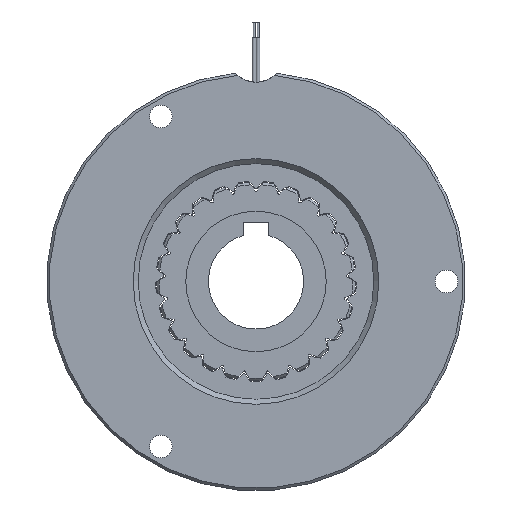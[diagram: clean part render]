
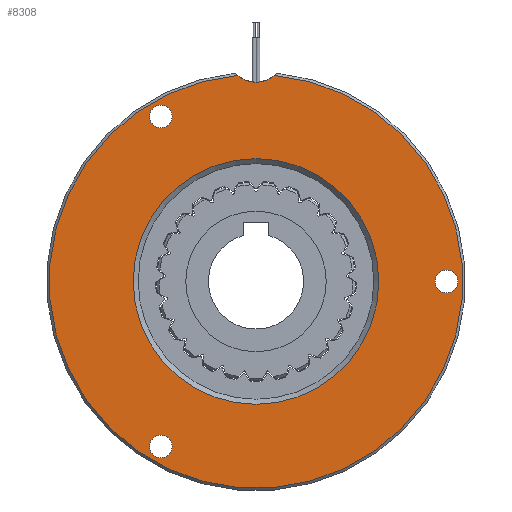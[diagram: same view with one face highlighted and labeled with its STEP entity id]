
A CAD part, left-side view. The second image highlights one B-rep face of the part: STEP entity #8308.
In plain terms, the highlighted planar face has unit normal (-1, 0, 0).
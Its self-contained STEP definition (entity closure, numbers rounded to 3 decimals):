
#2 = DIRECTION ( 'NONE',  ( 0., 0., 1. ) ) ;
#167 = VERTEX_POINT ( 'NONE', #11873 ) ;
#200 = DIRECTION ( 'NONE',  ( 0., 0., -1. ) ) ;
#294 = VERTEX_POINT ( 'NONE', #8073 ) ;
#427 = CARTESIAN_POINT ( 'NONE',  ( 0., 19., 32.909 ) ) ;
#613 = DIRECTION ( 'NONE',  ( 0., 0.866, 0.5 ) ) ;
#631 = ORIENTED_EDGE ( 'NONE', *, *, #4992, .T. ) ;
#755 = ORIENTED_EDGE ( 'NONE', *, *, #5442, .F. ) ;
#1137 = FACE_OUTER_BOUND ( 'NONE', #10589, .T. ) ;
#1434 = DIRECTION ( 'NONE',  ( 1., 0., 0. ) ) ;
#1579 = CIRCLE ( 'NONE', #1975, 41.25 ) ;
#1602 = VERTEX_POINT ( 'NONE', #4527 ) ;
#1623 = DIRECTION ( 'NONE',  ( 1., 0., 0. ) ) ;
#1975 = AXIS2_PLACEMENT_3D ( 'NONE', #4022, #7771, #2 ) ;
#2086 = AXIS2_PLACEMENT_3D ( 'NONE', #4332, #1434, #613 ) ;
#2256 = FACE_BOUND ( 'NONE', #8284, .T. ) ;
#2683 = EDGE_CURVE ( 'NONE', #6919, #1602, #1579, .T. ) ;
#2720 = CARTESIAN_POINT ( 'NONE',  ( 0., 3.601, 41.093 ) ) ;
#2730 = EDGE_LOOP ( 'NONE', ( #10193 ) ) ;
#2934 = EDGE_CURVE ( 'NONE', #1602, #6919, #8670, .T. ) ;
#3078 = FACE_BOUND ( 'NONE', #10910, .T. ) ;
#3508 = AXIS2_PLACEMENT_3D ( 'NONE', #10098, #8254, #6342 ) ;
#4022 = CARTESIAN_POINT ( 'NONE',  ( 0., 0., 0. ) ) ;
#4266 = CARTESIAN_POINT ( 'NONE',  ( 0., 17.051, -31.784 ) ) ;
#4332 = CARTESIAN_POINT ( 'NONE',  ( 0., -38., 0. ) ) ;
#4527 = CARTESIAN_POINT ( 'NONE',  ( 0., -3.601, 41.093 ) ) ;
#4532 = CIRCLE ( 'NONE', #3508, 24.5 ) ;
#4670 = CIRCLE ( 'NONE', #11768, 2.25 ) ;
#4981 = CARTESIAN_POINT ( 'NONE',  ( 0., 24.5, 0. ) ) ;
#4992 = EDGE_CURVE ( 'NONE', #294, #294, #11009, .T. ) ;
#5056 = EDGE_CURVE ( 'NONE', #9089, #9089, #8381, .T. ) ;
#5212 = VERTEX_POINT ( 'NONE', #4266 ) ;
#5442 = EDGE_CURVE ( 'NONE', #167, #167, #4532, .T. ) ;
#5933 = FACE_BOUND ( 'NONE', #2730, .T. ) ;
#6106 = DIRECTION ( 'NONE',  ( 0., 0., -1. ) ) ;
#6131 = PLANE ( 'NONE',  #10925 ) ;
#6237 = AXIS2_PLACEMENT_3D ( 'NONE', #8683, #9631, #8870 ) ;
#6342 = DIRECTION ( 'NONE',  ( 0., 0., 1. ) ) ;
#6919 = VERTEX_POINT ( 'NONE', #2720 ) ;
#7312 = ORIENTED_EDGE ( 'NONE', *, *, #5056, .T. ) ;
#7771 = DIRECTION ( 'NONE',  ( -1., 0., 0. ) ) ;
#8007 = CARTESIAN_POINT ( 'NONE',  ( 0., -36.051, 1.125 ) ) ;
#8071 = EDGE_CURVE ( 'NONE', #5212, #5212, #4670, .T. ) ;
#8073 = CARTESIAN_POINT ( 'NONE',  ( 0., 19., 30.659 ) ) ;
#8178 = AXIS2_PLACEMENT_3D ( 'NONE', #427, #9096, #6106 ) ;
#8254 = DIRECTION ( 'NONE',  ( -1., 0., 0. ) ) ;
#8284 = EDGE_LOOP ( 'NONE', ( #755 ) ) ;
#8308 = ADVANCED_FACE ( 'NONE', ( #5933, #9808, #3078, #2256, #1137 ), #6131, .F. ) ;
#8381 = CIRCLE ( 'NONE', #2086, 2.25 ) ;
#8670 = CIRCLE ( 'NONE', #6237, 5.5 ) ;
#8683 = CARTESIAN_POINT ( 'NONE',  ( 0., 0., 45.25 ) ) ;
#8864 = DIRECTION ( 'NONE',  ( 1., 0., 0. ) ) ;
#8870 = DIRECTION ( 'NONE',  ( 0., 0., -1. ) ) ;
#9057 = EDGE_LOOP ( 'NONE', ( #7312 ) ) ;
#9089 = VERTEX_POINT ( 'NONE', #8007 ) ;
#9096 = DIRECTION ( 'NONE',  ( 1., 0., 0. ) ) ;
#9631 = DIRECTION ( 'NONE',  ( 1., 0., 0. ) ) ;
#9808 = FACE_BOUND ( 'NONE', #9057, .T. ) ;
#10098 = CARTESIAN_POINT ( 'NONE',  ( 0., 0., 0. ) ) ;
#10193 = ORIENTED_EDGE ( 'NONE', *, *, #8071, .T. ) ;
#10589 = EDGE_LOOP ( 'NONE', ( #11646, #10778 ) ) ;
#10778 = ORIENTED_EDGE ( 'NONE', *, *, #2934, .T. ) ;
#10910 = EDGE_LOOP ( 'NONE', ( #631 ) ) ;
#10925 = AXIS2_PLACEMENT_3D ( 'NONE', #4981, #8864, #200 ) ;
#11009 = CIRCLE ( 'NONE', #8178, 2.25 ) ;
#11319 = CARTESIAN_POINT ( 'NONE',  ( 0., 19., -32.909 ) ) ;
#11646 = ORIENTED_EDGE ( 'NONE', *, *, #2683, .T. ) ;
#11768 = AXIS2_PLACEMENT_3D ( 'NONE', #11319, #1623, #12146 ) ;
#11873 = CARTESIAN_POINT ( 'NONE',  ( 0., 0., 24.5 ) ) ;
#12146 = DIRECTION ( 'NONE',  ( 0., -0.866, 0.5 ) ) ;
